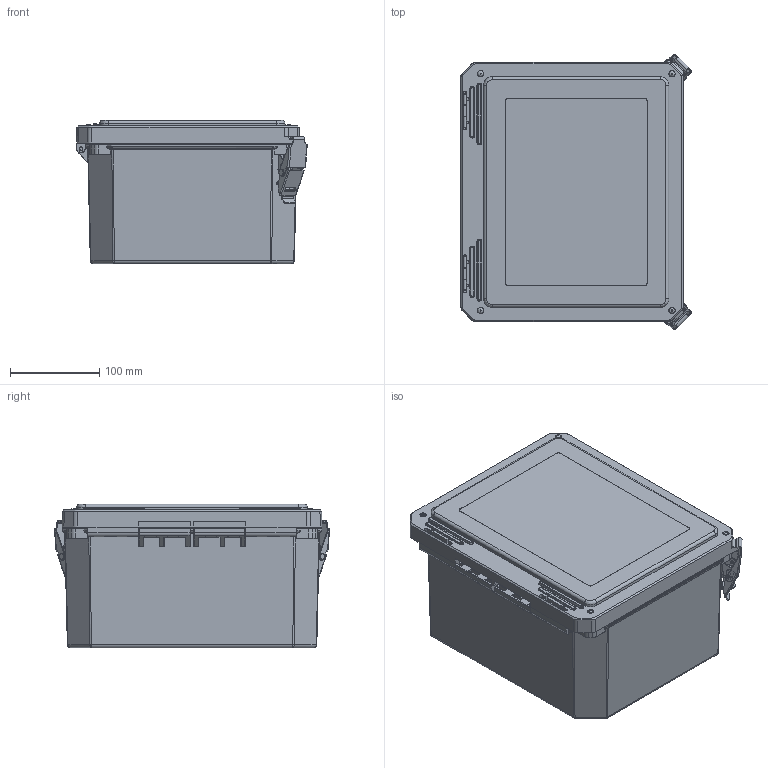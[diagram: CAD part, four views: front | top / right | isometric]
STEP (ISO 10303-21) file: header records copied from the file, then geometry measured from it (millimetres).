
FILE_DESCRIPTION(/* description */ (''),/* implementation_level */ '2;1');
FILE_NAME(/* name */ 'HW-100806CHQRW.stp',/* time_stamp */ '2016-08-25T13:51:03-05:00',/* author */ ('pmescher'),/* organization */ (''),/* preprocessor_version */ 'ST-DEVELOPER v16.5',/* originating_system */ 'Autodesk Inventor 2017',/* authorisation */ '');
FILE_SCHEMA (('AUTOMOTIVE_DESIGN { 1 0 10303 214 3 1 1 }'));
Products named in the file (16): DSW100806HPL_STP; DS100806BOX; BRASS INSERT-(; BRASS INSERT-(_1; BRASS INSERT-(_2; DSW100806CVR; GA1008; BRASS INSERT-(_3; DS COVER  BUSH; DS100806A; LATCH -1 Assembly; AT40005; Part1; Part2; LATCH HINGE; RMHINGAT40006-03
Assembly tree (32 placements, depth 3):
  DSW100806HPL_STP
    DS100806BOX
    BRASS INSERT-(  x4
    BRASS INSERT-(_1  x4
    BRASS INSERT-(_2  x4
    DSW100806CVR
    GA1008
    BRASS INSERT-(_3  x4
    DS COVER  BUSH  x4
    DS100806A
    LATCH -1 Assembly  x2
      AT40005
      Part1
      Part2
      LATCH HINGE
    RMHINGAT40006-03  x2
Bounding box: 257.75 x 307.69 x 160.28 mm (x, y, z)
Volume: 1259808.4 mm3; surface area: 669173.5 mm2
Topology: 34 solids, 34 shells, 2226 faces, 5530 edges, 3314 vertices
Faces by surface type: cylinder 892, plane 770, bspline 362, torus 126, cone 48, sphere 28
Full cylindrical faces by diameter (mm): 3.429 x20, 3.48 x4, 3.81 x4, 3.861 x8, 3.962 x16, 5.3 x4, 5.563 x2, 5.766 x2, 6.248 x16, 6.401 x4, 6.426 x4, 7.62 x4, 7.938 x2, 9.525 x2, 11.049 x2
Entity records: 78136 total; most frequent: CARTESIAN_POINT 31224, DIRECTION 9953, ORIENTED_EDGE 9554, EDGE_CURVE 4777, AXIS2_PLACEMENT_3D 3828, VERTEX_POINT 2913, LINE 2297, VECTOR 2297
